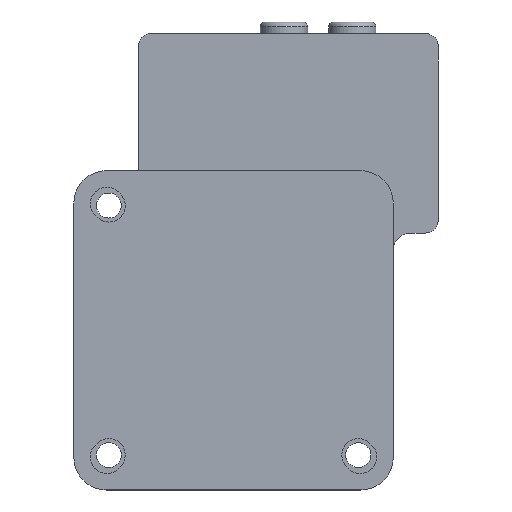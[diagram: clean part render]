
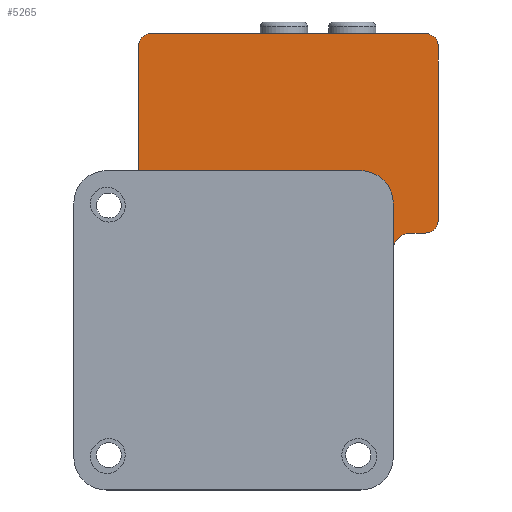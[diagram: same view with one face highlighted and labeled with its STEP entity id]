
A CAD part, front view. The second image highlights one B-rep face of the part: STEP entity #5265.
In plain terms, the highlighted planar face has unit normal (0, -1, 0).
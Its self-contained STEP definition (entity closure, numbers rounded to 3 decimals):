
#187 = VERTEX_POINT ( 'NONE', #1886 ) ;
#232 = VERTEX_POINT ( 'NONE', #9361 ) ;
#394 = LINE ( 'NONE', #4434, #9393 ) ;
#504 = DIRECTION ( 'NONE',  ( 0., -1., 0. ) ) ;
#669 = EDGE_CURVE ( 'NONE', #232, #187, #3849, .T. ) ;
#830 = CARTESIAN_POINT ( 'NONE',  ( 35.5, 1., 16. ) ) ;
#914 = VERTEX_POINT ( 'NONE', #8544 ) ;
#983 = DIRECTION ( 'NONE',  ( -1., 0., 0. ) ) ;
#1059 = VERTEX_POINT ( 'NONE', #6437 ) ;
#1150 = ORIENTED_EDGE ( 'NONE', *, *, #4746, .T. ) ;
#1360 = ORIENTED_EDGE ( 'NONE', *, *, #10177, .F. ) ;
#1374 = EDGE_CURVE ( 'NONE', #6109, #1487, #394, .T. ) ;
#1438 = ORIENTED_EDGE ( 'NONE', *, *, #9427, .F. ) ;
#1487 = VERTEX_POINT ( 'NONE', #2165 ) ;
#1513 = DIRECTION ( 'NONE',  ( 0., 0., -1. ) ) ;
#1552 = CIRCLE ( 'NONE', #4312, 2.5 ) ;
#1589 = VERTEX_POINT ( 'NONE', #9698 ) ;
#1593 = ORIENTED_EDGE ( 'NONE', *, *, #1374, .F. ) ;
#1809 = CARTESIAN_POINT ( 'NONE',  ( 41., 1., 19.5 ) ) ;
#1886 = CARTESIAN_POINT ( 'NONE',  ( 35.5, 1., 19.5 ) ) ;
#1914 = AXIS2_PLACEMENT_3D ( 'NONE', #830, #2505, #8582 ) ;
#2018 = CARTESIAN_POINT ( 'NONE',  ( -16.5, 1., 57. ) ) ;
#2165 = CARTESIAN_POINT ( 'NONE',  ( -19., 1., 57. ) ) ;
#2198 = ORIENTED_EDGE ( 'NONE', *, *, #10491, .F. ) ;
#2290 = CARTESIAN_POINT ( 'NONE',  ( 35.5, 1., 19.5 ) ) ;
#2420 = ORIENTED_EDGE ( 'NONE', *, *, #669, .F. ) ;
#2486 = DIRECTION ( 'NONE',  ( 0., -1., 0. ) ) ;
#2505 = DIRECTION ( 'NONE',  ( 0., -1., 0. ) ) ;
#2568 = CARTESIAN_POINT ( 'NONE',  ( 25.5, 1., 32. ) ) ;
#2630 = LINE ( 'NONE', #1809, #8145 ) ;
#2711 = VERTEX_POINT ( 'NONE', #8687 ) ;
#2718 = DIRECTION ( 'NONE',  ( 0., 0., 1. ) ) ;
#2975 = VECTOR ( 'NONE', #4120, 1000. ) ;
#3261 = EDGE_CURVE ( 'NONE', #1589, #9703, #6576, .T. ) ;
#3524 = CARTESIAN_POINT ( 'NONE',  ( 32., 1., 25.5 ) ) ;
#3610 = CARTESIAN_POINT ( 'NONE',  ( 38.5, 1., 22. ) ) ;
#3662 = DIRECTION ( 'NONE',  ( 0., 0., -1. ) ) ;
#3766 = DIRECTION ( 'NONE',  ( 0., -1., 0. ) ) ;
#3849 = LINE ( 'NONE', #2290, #8451 ) ;
#3941 = DIRECTION ( 'NONE',  ( 0., -1., 0. ) ) ;
#3962 = AXIS2_PLACEMENT_3D ( 'NONE', #4905, #2486, #7396 ) ;
#4120 = DIRECTION ( 'NONE',  ( 0., 0., 1. ) ) ;
#4312 = AXIS2_PLACEMENT_3D ( 'NONE', #3610, #8560, #3662 ) ;
#4434 = CARTESIAN_POINT ( 'NONE',  ( -19., 1., 19.5 ) ) ;
#4447 = EDGE_CURVE ( 'NONE', #2711, #7758, #9127, .T. ) ;
#4491 = CIRCLE ( 'NONE', #1914, 3.5 ) ;
#4746 = EDGE_CURVE ( 'NONE', #232, #7791, #1552, .T. ) ;
#4750 = CARTESIAN_POINT ( 'NONE',  ( 35.5, 1., 16. ) ) ;
#4887 = CARTESIAN_POINT ( 'NONE',  ( -19., 1., 32. ) ) ;
#4905 = CARTESIAN_POINT ( 'NONE',  ( 25.5, 1., 25.5 ) ) ;
#4983 = EDGE_CURVE ( 'NONE', #187, #1059, #4491, .T. ) ;
#5265 = ADVANCED_FACE ( 'NONE', ( #10466 ), #8841, .T. ) ;
#5271 = ORIENTED_EDGE ( 'NONE', *, *, #3261, .F. ) ;
#5321 = AXIS2_PLACEMENT_3D ( 'NONE', #2018, #504, #9492 ) ;
#5705 = AXIS2_PLACEMENT_3D ( 'NONE', #4750, #3941, #1513 ) ;
#5795 = CIRCLE ( 'NONE', #7858, 2.5 ) ;
#6109 = VERTEX_POINT ( 'NONE', #4887 ) ;
#6269 = EDGE_LOOP ( 'NONE', ( #5271, #9830, #1593, #1438, #7578, #2198, #6598, #2420, #1150, #1360, #7812 ) ) ;
#6401 = CARTESIAN_POINT ( 'NONE',  ( 38.5, 1., 57. ) ) ;
#6437 = CARTESIAN_POINT ( 'NONE',  ( 32., 1., 16. ) ) ;
#6576 = LINE ( 'NONE', #7336, #6736 ) ;
#6598 = ORIENTED_EDGE ( 'NONE', *, *, #4983, .F. ) ;
#6736 = VECTOR ( 'NONE', #10613, 1000. ) ;
#7280 = DIRECTION ( 'NONE',  ( 0., 0., -1. ) ) ;
#7336 = CARTESIAN_POINT ( 'NONE',  ( -19., 1., 59.5 ) ) ;
#7396 = DIRECTION ( 'NONE',  ( 0., 0., -1. ) ) ;
#7578 = ORIENTED_EDGE ( 'NONE', *, *, #4447, .F. ) ;
#7758 = VERTEX_POINT ( 'NONE', #2568 ) ;
#7791 = VERTEX_POINT ( 'NONE', #8065 ) ;
#7812 = ORIENTED_EDGE ( 'NONE', *, *, #8572, .T. ) ;
#7858 = AXIS2_PLACEMENT_3D ( 'NONE', #6401, #3766, #9623 ) ;
#8065 = CARTESIAN_POINT ( 'NONE',  ( 41., 1., 22. ) ) ;
#8075 = CIRCLE ( 'NONE', #5321, 2.5 ) ;
#8081 = EDGE_CURVE ( 'NONE', #1589, #1487, #8075, .T. ) ;
#8091 = CARTESIAN_POINT ( 'NONE',  ( 38.5, 1., 59.5 ) ) ;
#8145 = VECTOR ( 'NONE', #7280, 1000. ) ;
#8308 = VECTOR ( 'NONE', #983, 1000. ) ;
#8451 = VECTOR ( 'NONE', #10476, 1000. ) ;
#8544 = CARTESIAN_POINT ( 'NONE',  ( 41., 1., 57. ) ) ;
#8560 = DIRECTION ( 'NONE',  ( 0., -1., 0. ) ) ;
#8572 = EDGE_CURVE ( 'NONE', #914, #9703, #5795, .T. ) ;
#8582 = DIRECTION ( 'NONE',  ( 0., 0., -1. ) ) ;
#8687 = CARTESIAN_POINT ( 'NONE',  ( 32., 1., 25.5 ) ) ;
#8841 = PLANE ( 'NONE',  #5705 ) ;
#9127 = CIRCLE ( 'NONE', #3962, 6.5 ) ;
#9361 = CARTESIAN_POINT ( 'NONE',  ( 38.5, 1., 19.5 ) ) ;
#9393 = VECTOR ( 'NONE', #2718, 1000. ) ;
#9427 = EDGE_CURVE ( 'NONE', #7758, #6109, #9876, .T. ) ;
#9492 = DIRECTION ( 'NONE',  ( 0., 0., -1. ) ) ;
#9623 = DIRECTION ( 'NONE',  ( 0., 0., -1. ) ) ;
#9698 = CARTESIAN_POINT ( 'NONE',  ( -16.5, 1., 59.5 ) ) ;
#9703 = VERTEX_POINT ( 'NONE', #8091 ) ;
#9830 = ORIENTED_EDGE ( 'NONE', *, *, #8081, .T. ) ;
#9876 = LINE ( 'NONE', #10039, #8308 ) ;
#9982 = LINE ( 'NONE', #3524, #2975 ) ;
#10039 = CARTESIAN_POINT ( 'NONE',  ( 25.5, 1., 32. ) ) ;
#10177 = EDGE_CURVE ( 'NONE', #914, #7791, #2630, .T. ) ;
#10466 = FACE_OUTER_BOUND ( 'NONE', #6269, .T. ) ;
#10476 = DIRECTION ( 'NONE',  ( -1., 0., 0. ) ) ;
#10491 = EDGE_CURVE ( 'NONE', #1059, #2711, #9982, .T. ) ;
#10613 = DIRECTION ( 'NONE',  ( 1., 0., 0. ) ) ;
